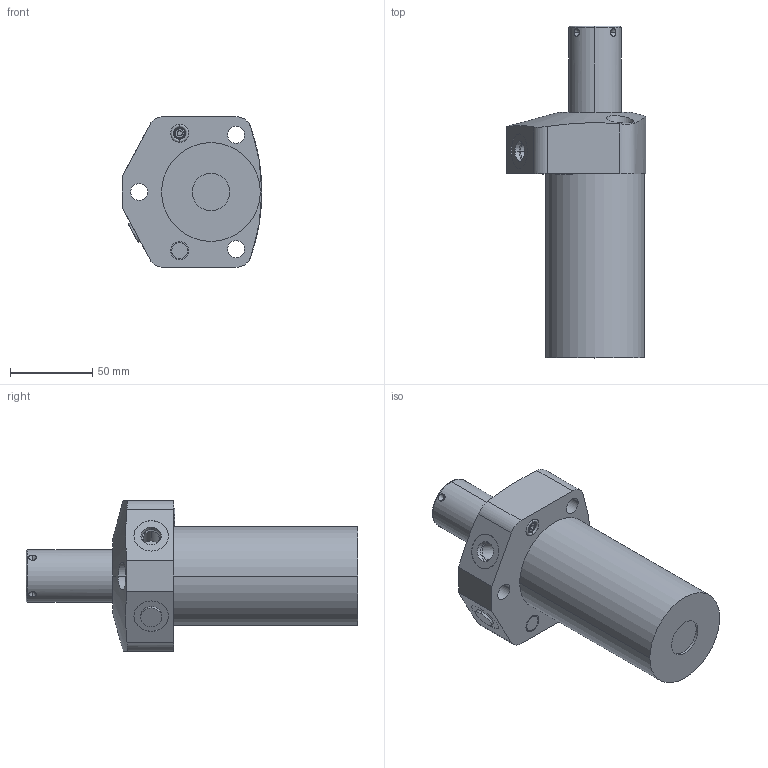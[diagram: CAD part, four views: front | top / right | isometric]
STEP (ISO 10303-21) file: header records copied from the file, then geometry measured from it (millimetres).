
FILE_DESCRIPTION((''),'2;1');
FILE_NAME('ILC15611800L','2022-01-21T13:33:50',('rkuestersteffen'),(''),'CREO PARAMETRIC BY PTC INC, 2021164','CREO PARAMETRIC BY PTC INC, 2021164','');
FILE_SCHEMA(('AUTOMOTIVE_DESIGN { 1 0 10303 214 1 1 1 1 }'));
Length unit declared in the file: inch
Products named in the file (1): ILC15611800L
Bounding box: 84.91 x 201.8 x 91.64 mm (x, y, z)
Volume: 567393.3 mm3; surface area: 57976.3 mm2
Topology: 1 solids, 4 shells, 120 faces, 267 edges, 167 vertices
Faces by surface type: cylinder 55, plane 31, cone 28, torus 6
Entity records: 4920 total; most frequent: CARTESIAN_POINT 851, DIRECTION 660, ORIENTED_EDGE 502, PRESENTATION_STYLE_ASSIGNMENT 309, STYLED_ITEM 291, CURVE_STYLE 289, AXIS2_PLACEMENT_3D 264, EDGE_CURVE 253
